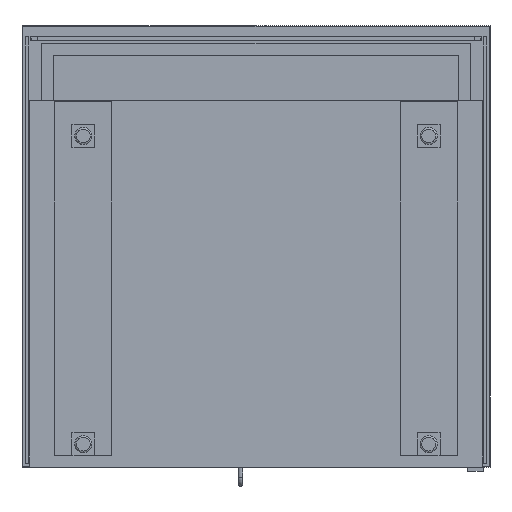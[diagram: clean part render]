
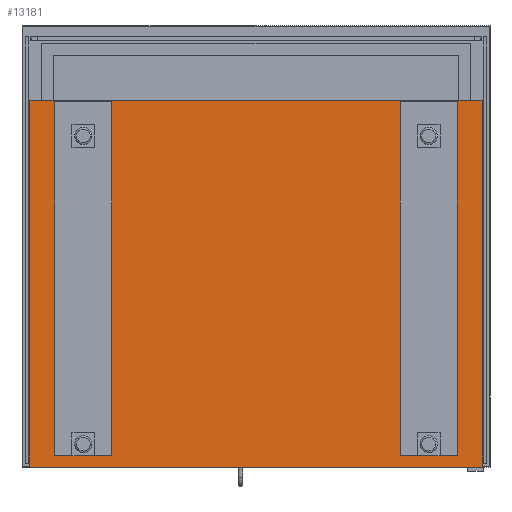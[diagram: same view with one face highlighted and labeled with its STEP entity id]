
A CAD part, front view. The second image highlights one B-rep face of the part: STEP entity #13181.
In plain terms, the highlighted planar face has unit normal (0, -1, 0).
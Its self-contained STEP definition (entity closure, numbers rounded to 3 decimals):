
#1670=FACE_OUTER_BOUND('',#2515,.T.);
#2515=EDGE_LOOP('',(#11555,#11556,#11557,#11558));
#3798=LINE('',#24892,#5145);
#3802=LINE('',#24899,#5149);
#3805=LINE('',#24905,#5152);
#3807=LINE('',#24908,#5154);
#5145=VECTOR('',#17812,1000.);
#5149=VECTOR('',#17818,1000.);
#5152=VECTOR('',#17823,1000.);
#5154=VECTOR('',#17827,1000.);
#6320=VERTEX_POINT('',#24889);
#6321=VERTEX_POINT('',#24891);
#6323=VERTEX_POINT('',#24897);
#6325=VERTEX_POINT('',#24903);
#8088=EDGE_CURVE('',#6321,#6320,#3798,.T.);
#8092=EDGE_CURVE('',#6320,#6323,#3802,.T.);
#8095=EDGE_CURVE('',#6323,#6325,#3805,.T.);
#8097=EDGE_CURVE('',#6325,#6321,#3807,.T.);
#11555=ORIENTED_EDGE('',*,*,#8088,.T.);
#11556=ORIENTED_EDGE('',*,*,#8092,.T.);
#11557=ORIENTED_EDGE('',*,*,#8095,.T.);
#11558=ORIENTED_EDGE('',*,*,#8097,.T.);
#12412=PLANE('',#14387);
#13181=ADVANCED_FACE('',(#1670),#12412,.T.);
#14387=AXIS2_PLACEMENT_3D('',#24909,#17828,#17829);
#17812=DIRECTION('',(0.,0.,1.));
#17818=DIRECTION('',(-1.,0.,0.));
#17823=DIRECTION('',(0.,0.,-1.));
#17827=DIRECTION('',(1.,0.,0.));
#17828=DIRECTION('center_axis',(0.,-1.,0.));
#17829=DIRECTION('ref_axis',(0.,0.,-1.));
#24889=CARTESIAN_POINT('',(397.5,-520.,256.5));
#24891=CARTESIAN_POINT('',(397.5,-520.,-386.5));
#24892=CARTESIAN_POINT('',(397.5,-520.,-386.5));
#24897=CARTESIAN_POINT('',(-397.5,-520.,256.5));
#24899=CARTESIAN_POINT('',(397.5,-520.,256.5));
#24903=CARTESIAN_POINT('',(-397.5,-520.,-386.5));
#24905=CARTESIAN_POINT('',(-397.5,-520.,-386.5));
#24908=CARTESIAN_POINT('',(397.5,-520.,-386.5));
#24909=CARTESIAN_POINT('Origin',(0.,-520.,0.));
